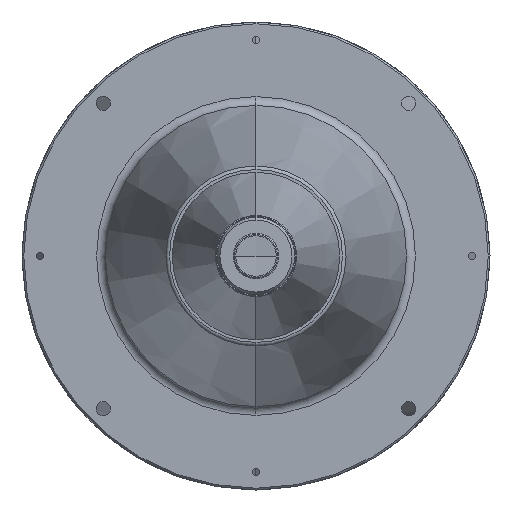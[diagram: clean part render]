
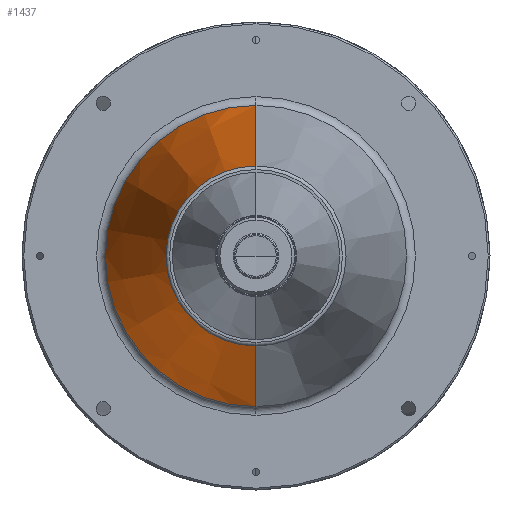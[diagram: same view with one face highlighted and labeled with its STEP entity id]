
A CAD part, left-side view. The second image highlights one B-rep face of the part: STEP entity #1437.
In plain terms, the highlighted conical face has half-angle 13.358 degrees and reference radius 50 mm.
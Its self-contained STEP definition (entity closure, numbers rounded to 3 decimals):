
#59 = EDGE_LOOP ( 'NONE', ( #8512, #268, #3814, #1514 ) ) ;
#75 = DIRECTION ( 'NONE',  ( 0.973, 0., 0.231 ) ) ;
#268 = ORIENTED_EDGE ( 'NONE', *, *, #578, .T. ) ;
#569 = CARTESIAN_POINT ( 'NONE',  ( 222.174, 0., -50. ) ) ;
#578 = EDGE_CURVE ( 'NONE', #5340, #8365, #3197, .T. ) ;
#874 = FACE_OUTER_BOUND ( 'NONE', #59, .T. ) ;
#1233 = EDGE_CURVE ( 'NONE', #6986, #3565, #4532, .T. ) ;
#1437 = ADVANCED_FACE ( 'NONE', ( #874 ), #7508, .T. ) ;
#1514 = ORIENTED_EDGE ( 'NONE', *, *, #1233, .F. ) ;
#2112 = CARTESIAN_POINT ( 'NONE',  ( 363.985, 0., 0. ) ) ;
#2649 = CARTESIAN_POINT ( 'NONE',  ( 222.174, 0., 0. ) ) ;
#2828 = DIRECTION ( 'NONE',  ( 0., 0., 1. ) ) ;
#3197 = LINE ( 'NONE', #4412, #7767 ) ;
#3298 = DIRECTION ( 'NONE',  ( 1., 0., 0. ) ) ;
#3402 = DIRECTION ( 'NONE',  ( 0., 0., 1. ) ) ;
#3436 = CARTESIAN_POINT ( 'NONE',  ( 363.985, 0., 83.675 ) ) ;
#3565 = VERTEX_POINT ( 'NONE', #6543 ) ;
#3814 = ORIENTED_EDGE ( 'NONE', *, *, #6474, .T. ) ;
#3964 = EDGE_CURVE ( 'NONE', #5340, #6986, #5144, .T. ) ;
#4012 = CARTESIAN_POINT ( 'NONE',  ( 222.174, 0., 0. ) ) ;
#4412 = CARTESIAN_POINT ( 'NONE',  ( 222.174, 0., 50. ) ) ;
#4532 = LINE ( 'NONE', #7051, #6244 ) ;
#5144 = CIRCLE ( 'NONE', #8832, 50. ) ;
#5340 = VERTEX_POINT ( 'NONE', #8950 ) ;
#5825 = CIRCLE ( 'NONE', #6058, 83.675 ) ;
#6058 = AXIS2_PLACEMENT_3D ( 'NONE', #2112, #7221, #2828 ) ;
#6244 = VECTOR ( 'NONE', #7797, 1000. ) ;
#6474 = EDGE_CURVE ( 'NONE', #8365, #3565, #5825, .T. ) ;
#6543 = CARTESIAN_POINT ( 'NONE',  ( 363.985, 0., -83.675 ) ) ;
#6986 = VERTEX_POINT ( 'NONE', #569 ) ;
#7051 = CARTESIAN_POINT ( 'NONE',  ( 222.174, 0., -50. ) ) ;
#7221 = DIRECTION ( 'NONE',  ( -1., 0., 0. ) ) ;
#7508 = CONICAL_SURFACE ( 'NONE', #8219, 50., 0.233 ) ;
#7762 = DIRECTION ( 'NONE',  ( -1., 0., 0. ) ) ;
#7767 = VECTOR ( 'NONE', #75, 1000. ) ;
#7797 = DIRECTION ( 'NONE',  ( 0.973, 0., -0.231 ) ) ;
#8219 = AXIS2_PLACEMENT_3D ( 'NONE', #4012, #3298, #8373 ) ;
#8365 = VERTEX_POINT ( 'NONE', #3436 ) ;
#8373 = DIRECTION ( 'NONE',  ( 0., 0., -1. ) ) ;
#8512 = ORIENTED_EDGE ( 'NONE', *, *, #3964, .F. ) ;
#8832 = AXIS2_PLACEMENT_3D ( 'NONE', #2649, #7762, #3402 ) ;
#8950 = CARTESIAN_POINT ( 'NONE',  ( 222.174, 0., 50. ) ) ;
